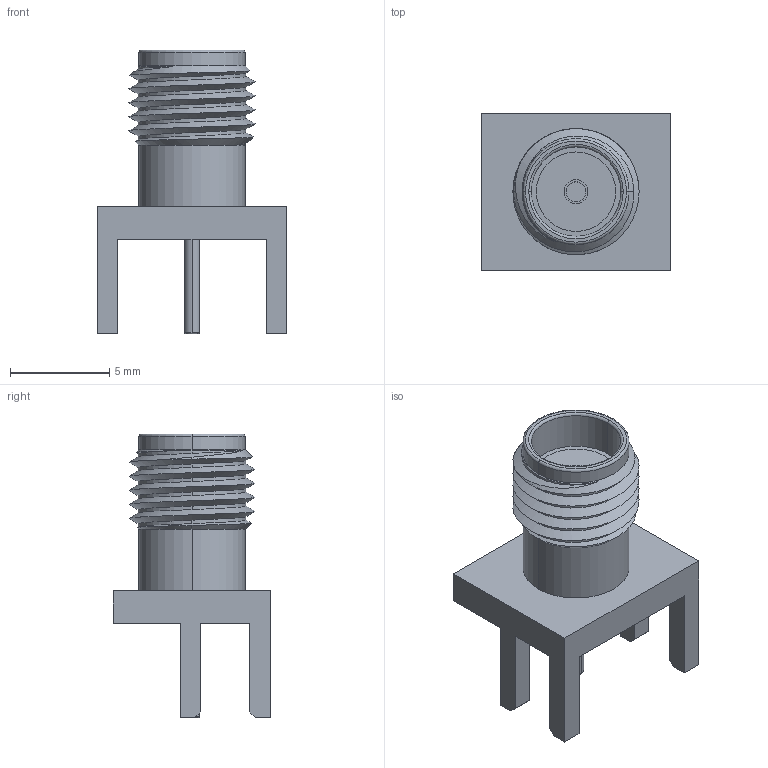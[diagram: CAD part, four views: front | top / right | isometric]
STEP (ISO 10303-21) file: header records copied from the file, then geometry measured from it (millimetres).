
FILE_DESCRIPTION (( 'STEP AP214' ), '1' );
FILE_NAME ('2985-6038.STEP', '2021-07-26T06:37:59', ( '' ), ( '' ), 'SwSTEP 2.0', 'SolidWorks 2018', '' );
FILE_SCHEMA (( 'AUTOMOTIVE_DESIGN' ));
Length unit declared in the file: millimetre
Products named in the file (1): 2985-6038
Bounding box: 9.53 x 7.92 x 14.28 mm (x, y, z)
Volume: 283.7 mm3; surface area: 565.1 mm2
Topology: 2 solids, 2 shells, 87 faces, 222 edges, 146 vertices
Faces by surface type: cylinder 36, plane 33, torus 10, cone 6, bspline 2
Entity records: 3497 total; most frequent: CARTESIAN_POINT 1384, ORIENTED_EDGE 444, DIRECTION 406, EDGE_CURVE 222, AXIS2_PLACEMENT_3D 150, VERTEX_POINT 146, LINE 106, VECTOR 106
